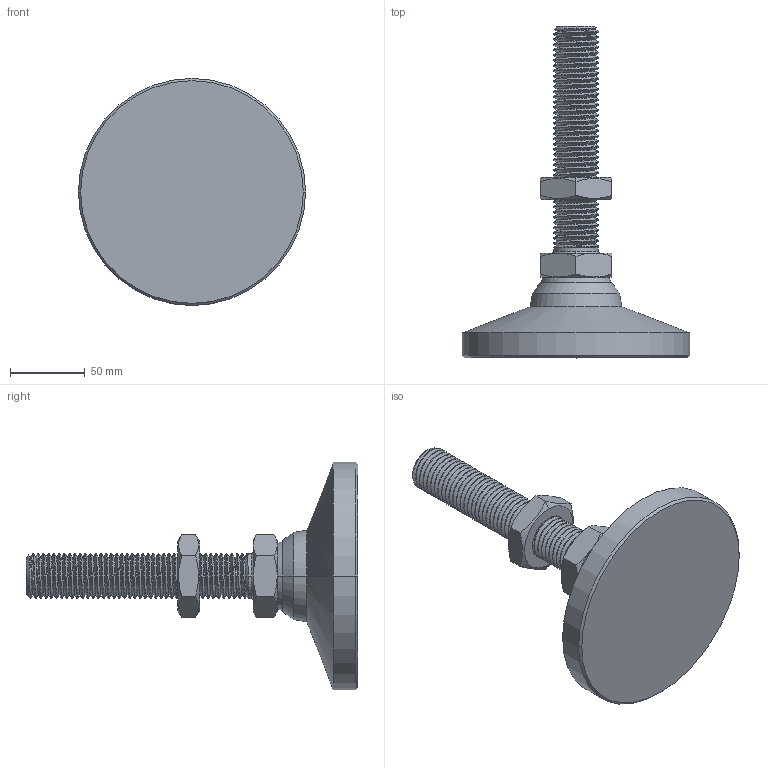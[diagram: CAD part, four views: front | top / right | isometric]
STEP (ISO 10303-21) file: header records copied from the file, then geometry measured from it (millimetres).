
FILE_DESCRIPTION (( 'STEP AP203' ), '1' );
FILE_NAME ('6111K661_Swivel Leveling Mount.STEP', '2023-02-14T15:16:27', ( 'Administrator' ), ( 'Managed by Terraform' ), 'SwSTEP 2.0', 'SolidWorks 2017', '' );
FILE_SCHEMA (( 'CONFIG_CONTROL_DESIGN' ));
Length unit declared in the file: millimetre
Products named in the file (1): 6111K661_Swivel Leveling Mount
Bounding box: 152 x 222 x 152 mm (x, y, z)
Volume: 657299.4 mm3; surface area: 89204.8 mm2
Topology: 3 solids, 3 shells, 156 faces, 425 edges, 274 vertices
Faces by surface type: cylinder 89, cone 33, plane 25, sphere 4, bspline 3, torus 2
Entity records: 15253 total; most frequent: CARTESIAN_POINT 11853, ORIENTED_EDGE 830, DIRECTION 573, EDGE_CURVE 415, VERTEX_POINT 268, AXIS2_PLACEMENT_3D 220, EDGE_LOOP 161, FACE_OUTER_BOUND 156
